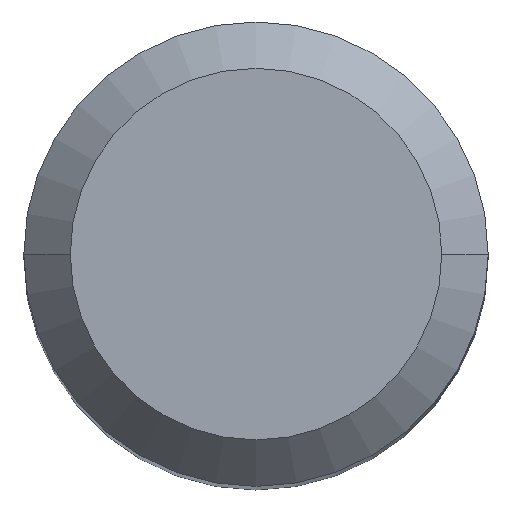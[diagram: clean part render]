
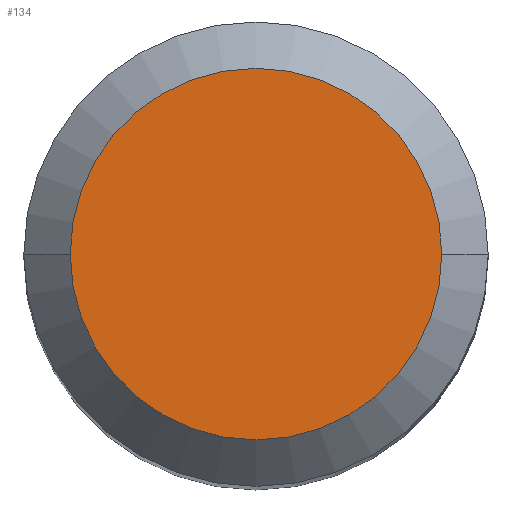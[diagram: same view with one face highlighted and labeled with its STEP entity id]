
A CAD part, top view. The second image highlights one B-rep face of the part: STEP entity #134.
In plain terms, the highlighted planar face has unit normal (0, 0, 1).
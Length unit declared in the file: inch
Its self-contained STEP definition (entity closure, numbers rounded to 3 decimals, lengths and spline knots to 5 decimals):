
#14 = DIRECTION ( 'NONE',  ( 1., 0., 0. ) ) ;
#83 = ORIENTED_EDGE ( 'NONE', *, *, #102, .T. ) ;
#102 = EDGE_CURVE ( 'NONE', #364, #297, #130, .T. ) ;
#119 = AXIS2_PLACEMENT_3D ( 'NONE', #156, #303, #407 ) ;
#130 = CIRCLE ( 'NONE', #360, 0.15748 ) ;
#134 = ADVANCED_FACE ( 'NONE', ( #177 ), #322, .F. ) ;
#156 = CARTESIAN_POINT ( 'NONE',  ( 0., 0., 0. ) ) ;
#163 = EDGE_LOOP ( 'NONE', ( #439, #83 ) ) ;
#174 = DIRECTION ( 'NONE',  ( 0., 0., 1. ) ) ;
#177 = FACE_OUTER_BOUND ( 'NONE', #163, .T. ) ;
#210 = CARTESIAN_POINT ( 'NONE',  ( 0., 0., 0. ) ) ;
#242 = CARTESIAN_POINT ( 'NONE',  ( -0.15748, 0., 0. ) ) ;
#252 = DIRECTION ( 'NONE',  ( -1., 0., 0. ) ) ;
#297 = VERTEX_POINT ( 'NONE', #242 ) ;
#303 = DIRECTION ( 'NONE',  ( 0., 0., 1. ) ) ;
#314 = CIRCLE ( 'NONE', #119, 0.15748 ) ;
#322 = PLANE ( 'NONE',  #353 ) ;
#353 = AXIS2_PLACEMENT_3D ( 'NONE', #465, #462, #252 ) ;
#360 = AXIS2_PLACEMENT_3D ( 'NONE', #210, #174, #14 ) ;
#364 = VERTEX_POINT ( 'NONE', #477 ) ;
#407 = DIRECTION ( 'NONE',  ( 1., 0., 0. ) ) ;
#439 = ORIENTED_EDGE ( 'NONE', *, *, #483, .T. ) ;
#462 = DIRECTION ( 'NONE',  ( 0., 0., -1. ) ) ;
#465 = CARTESIAN_POINT ( 'NONE',  ( 0., 0., 0. ) ) ;
#477 = CARTESIAN_POINT ( 'NONE',  ( 0.15748, 0., 0. ) ) ;
#483 = EDGE_CURVE ( 'NONE', #297, #364, #314, .T. ) ;
